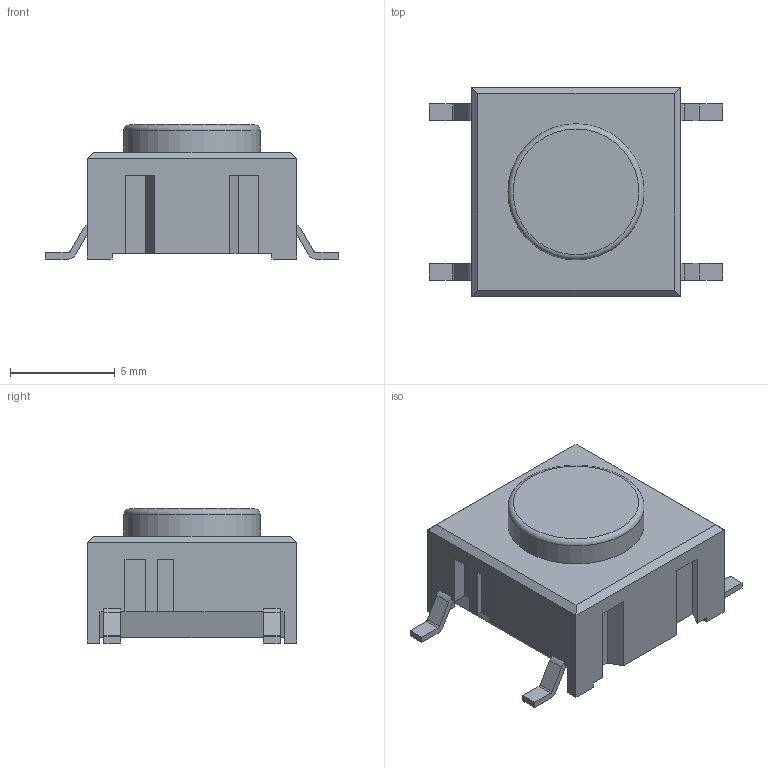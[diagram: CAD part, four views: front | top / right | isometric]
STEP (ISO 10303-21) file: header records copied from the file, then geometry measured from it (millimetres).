
FILE_DESCRIPTION((''),'2;1');
FILE_NAME('3CSH9.stp','2009-02-12T06:33:28',('fd'),(''),'Autodesk Inventor 2009','Autodesk Inventor 2009','');
FILE_SCHEMA(('AUTOMOTIVE_DESIGN { 1 0 10303 214 1 1 1 1 }'));
Length unit declared in the file: millimetre
Products named in the file (1): 3CSH9
Bounding box: 14 x 10 x 6.4 mm (x, y, z)
Volume: 459.4 mm3; surface area: 561 mm2
Topology: 1 solids, 2 shells, 204 faces, 569 edges, 377 vertices
Faces by surface type: plane 132, bspline 60, cylinder 11, torus 1
Full cylindrical faces by diameter (mm): 6.5 x2
Entity records: 6815 total; most frequent: CARTESIAN_POINT 1844, ORIENTED_EDGE 1128, DIRECTION 831, EDGE_CURVE 564, VECTOR 463, LINE 463, VERTEX_POINT 375, EDGE_LOOP 215
